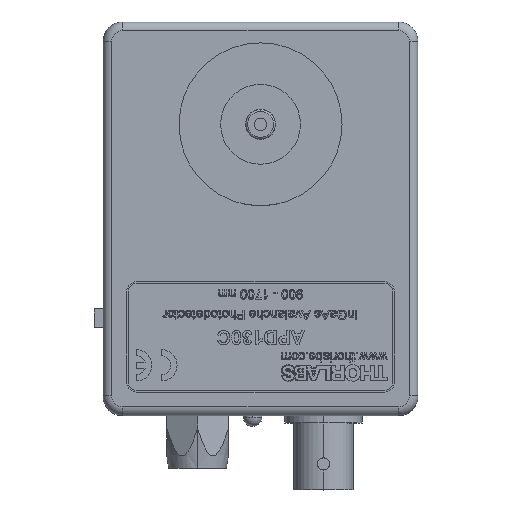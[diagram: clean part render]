
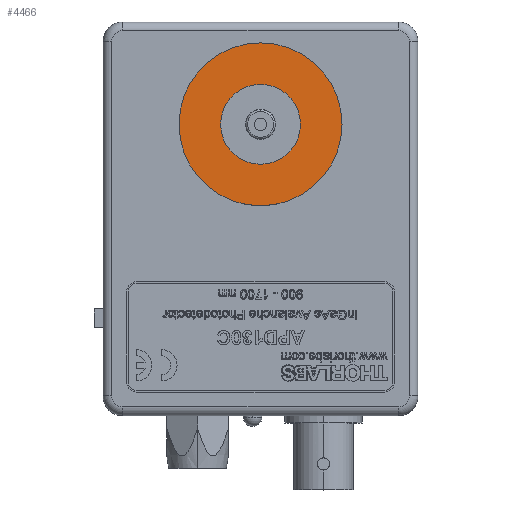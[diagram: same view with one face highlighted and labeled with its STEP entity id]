
A CAD part, top view. The second image highlights one B-rep face of the part: STEP entity #4466.
In plain terms, the highlighted planar face has unit normal (0, 0, 1).
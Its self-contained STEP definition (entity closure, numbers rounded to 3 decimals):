
#3040 = EDGE_CURVE ( 'NONE', #43134, #101069, #101790, .T. ) ;
#4466 = ADVANCED_FACE ( 'NONE', ( #80166, #4741 ), #73933, .T. ) ;
#4592 = CARTESIAN_POINT ( 'NONE',  ( 12.256, 46.99, 27.432 ) ) ;
#4741 = FACE_OUTER_BOUND ( 'NONE', #58058, .T. ) ;
#5138 = AXIS2_PLACEMENT_3D ( 'NONE', #102134, #45586, #111637 ) ;
#6036 = AXIS2_PLACEMENT_3D ( 'NONE', #25619, #91672, #35119 ) ;
#6555 = AXIS2_PLACEMENT_3D ( 'NONE', #15959, #82042, #25484 ) ;
#12004 = CIRCLE ( 'NONE', #6555, 6.439 ) ;
#15334 = EDGE_LOOP ( 'NONE', ( #104704, #114183 ) ) ;
#15959 = CARTESIAN_POINT ( 'NONE',  ( 25.4, 46.99, 27.432 ) ) ;
#25484 = DIRECTION ( 'NONE',  ( 1., 0., 0. ) ) ;
#25619 = CARTESIAN_POINT ( 'NONE',  ( 25.4, 46.99, 27.432 ) ) ;
#26610 = CIRCLE ( 'NONE', #6036, 6.439 ) ;
#28992 = VERTEX_POINT ( 'NONE', #35453 ) ;
#33594 = DIRECTION ( 'NONE',  ( 0., 0., 1. ) ) ;
#33717 = DIRECTION ( 'NONE',  ( 1., 0., 0. ) ) ;
#33734 = CARTESIAN_POINT ( 'NONE',  ( 25.4, 46.99, 27.432 ) ) ;
#35119 = DIRECTION ( 'NONE',  ( 1., 0., 0. ) ) ;
#35453 = CARTESIAN_POINT ( 'NONE',  ( 31.839, 46.99, 27.432 ) ) ;
#37174 = CARTESIAN_POINT ( 'NONE',  ( 18.961, 46.99, 27.432 ) ) ;
#43134 = VERTEX_POINT ( 'NONE', #4592 ) ;
#45586 = DIRECTION ( 'NONE',  ( 0., 0., 1. ) ) ;
#58058 = EDGE_LOOP ( 'NONE', ( #104476, #102893 ) ) ;
#59743 = CARTESIAN_POINT ( 'NONE',  ( 38.544, 46.99, 27.432 ) ) ;
#70794 = DIRECTION ( 'NONE',  ( 1., 0., 0. ) ) ;
#70953 = DIRECTION ( 'NONE',  ( 0., 0., 1. ) ) ;
#71188 = CARTESIAN_POINT ( 'NONE',  ( 25.4, 46.99, 27.432 ) ) ;
#71870 = CIRCLE ( 'NONE', #5138, 13.144 ) ;
#73933 = PLANE ( 'NONE',  #116355 ) ;
#78190 = AXIS2_PLACEMENT_3D ( 'NONE', #33734, #33594, #33717 ) ;
#80166 = FACE_BOUND ( 'NONE', #15334, .T. ) ;
#82042 = DIRECTION ( 'NONE',  ( 0., 0., 1. ) ) ;
#85233 = EDGE_CURVE ( 'NONE', #28992, #117853, #12004, .T. ) ;
#91672 = DIRECTION ( 'NONE',  ( 0., 0., 1. ) ) ;
#92991 = EDGE_CURVE ( 'NONE', #101069, #43134, #71870, .T. ) ;
#100401 = EDGE_CURVE ( 'NONE', #117853, #28992, #26610, .T. ) ;
#101069 = VERTEX_POINT ( 'NONE', #59743 ) ;
#101790 = CIRCLE ( 'NONE', #78190, 13.144 ) ;
#102134 = CARTESIAN_POINT ( 'NONE',  ( 25.4, 46.99, 27.432 ) ) ;
#102893 = ORIENTED_EDGE ( 'NONE', *, *, #92991, .T. ) ;
#104476 = ORIENTED_EDGE ( 'NONE', *, *, #3040, .T. ) ;
#104704 = ORIENTED_EDGE ( 'NONE', *, *, #85233, .F. ) ;
#111637 = DIRECTION ( 'NONE',  ( 1., 0., 0. ) ) ;
#114183 = ORIENTED_EDGE ( 'NONE', *, *, #100401, .F. ) ;
#116355 = AXIS2_PLACEMENT_3D ( 'NONE', #71188, #70953, #70794 ) ;
#117853 = VERTEX_POINT ( 'NONE', #37174 ) ;
